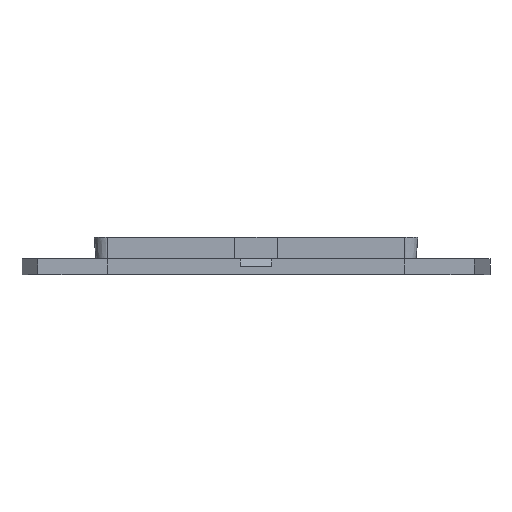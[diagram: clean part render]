
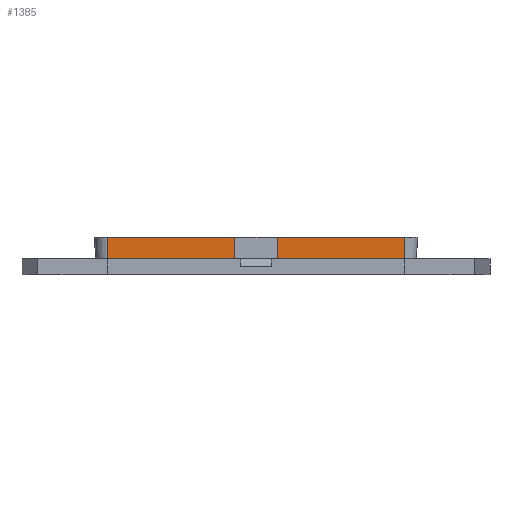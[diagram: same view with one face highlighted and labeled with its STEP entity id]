
A CAD part, front view. The second image highlights one B-rep face of the part: STEP entity #1385.
In plain terms, the highlighted planar face has unit normal (0, -1, 0).
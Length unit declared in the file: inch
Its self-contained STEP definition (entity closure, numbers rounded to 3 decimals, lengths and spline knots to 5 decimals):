
#20 = CARTESIAN_POINT ( 'NONE',  ( -0.55118, 0.23622, 0.1378 ) ) ;
#94 = VECTOR ( 'NONE', #1298, 39.37008 ) ;
#130 = EDGE_CURVE ( 'NONE', #269, #1453, #1290, .T. ) ;
#197 = DIRECTION ( 'NONE',  ( 0., 1., 0. ) ) ;
#204 = PLANE ( 'NONE',  #1559 ) ;
#269 = VERTEX_POINT ( 'NONE', #724 ) ;
#398 = CARTESIAN_POINT ( 'NONE',  ( -0.55118, 0.23622, 0.05906 ) ) ;
#476 = VECTOR ( 'NONE', #865, 39.37008 ) ;
#508 = EDGE_LOOP ( 'NONE', ( #565, #642, #663, #1325 ) ) ;
#564 = CARTESIAN_POINT ( 'NONE',  ( -0.55118, 0.23622, 0.1378 ) ) ;
#565 = ORIENTED_EDGE ( 'NONE', *, *, #1092, .F. ) ;
#621 = LINE ( 'NONE', #1230, #476 ) ;
#642 = ORIENTED_EDGE ( 'NONE', *, *, #866, .F. ) ;
#643 = LINE ( 'NONE', #1396, #1172 ) ;
#655 = CARTESIAN_POINT ( 'NONE',  ( -0.55118, 0.23622, 0.1378 ) ) ;
#663 = ORIENTED_EDGE ( 'NONE', *, *, #1295, .F. ) ;
#689 = VERTEX_POINT ( 'NONE', #20 ) ;
#694 = CARTESIAN_POINT ( 'NONE',  ( 0.55118, 0.23622, 0.1378 ) ) ;
#724 = CARTESIAN_POINT ( 'NONE',  ( 0.55118, 0.23622, 0.1378 ) ) ;
#761 = DIRECTION ( 'NONE',  ( 0., 0., 1. ) ) ;
#830 = CARTESIAN_POINT ( 'NONE',  ( 0.55118, 0.23622, 0.05906 ) ) ;
#865 = DIRECTION ( 'NONE',  ( 1., 0., 0. ) ) ;
#866 = EDGE_CURVE ( 'NONE', #1200, #689, #1240, .T. ) ;
#1092 = EDGE_CURVE ( 'NONE', #689, #269, #621, .T. ) ;
#1172 = VECTOR ( 'NONE', #1266, 39.37008 ) ;
#1198 = DIRECTION ( 'NONE',  ( 0., 0., 1. ) ) ;
#1200 = VERTEX_POINT ( 'NONE', #398 ) ;
#1230 = CARTESIAN_POINT ( 'NONE',  ( -0.55118, 0.23622, 0.1378 ) ) ;
#1240 = LINE ( 'NONE', #655, #1373 ) ;
#1266 = DIRECTION ( 'NONE',  ( -1., 0., 0. ) ) ;
#1290 = LINE ( 'NONE', #694, #94 ) ;
#1295 = EDGE_CURVE ( 'NONE', #1453, #1200, #643, .T. ) ;
#1298 = DIRECTION ( 'NONE',  ( 0., 0., -1. ) ) ;
#1316 = FACE_OUTER_BOUND ( 'NONE', #508, .T. ) ;
#1325 = ORIENTED_EDGE ( 'NONE', *, *, #130, .F. ) ;
#1373 = VECTOR ( 'NONE', #761, 39.37008 ) ;
#1385 = ADVANCED_FACE ( 'NONE', ( #1316 ), #204, .F. ) ;
#1396 = CARTESIAN_POINT ( 'NONE',  ( 0., 0.23622, 0.05906 ) ) ;
#1453 = VERTEX_POINT ( 'NONE', #830 ) ;
#1559 = AXIS2_PLACEMENT_3D ( 'NONE', #564, #197, #1198 ) ;
